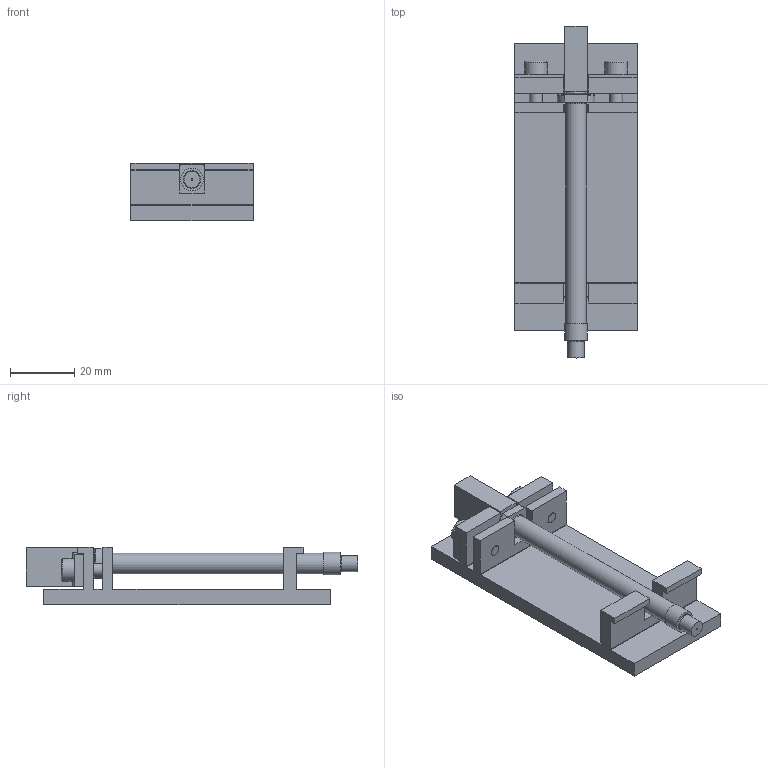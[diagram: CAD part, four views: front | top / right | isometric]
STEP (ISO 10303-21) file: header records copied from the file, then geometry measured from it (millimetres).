
FILE_DESCRIPTION(/* description */ ('Micro Pump - Syringe Setup'),/* implementation_level */ '2;1');
FILE_NAME(/* name */ 'CIC-001817.stp',/* time_stamp */ '2023-07-03T07:36:51+02:00',/* author */ ('zgl375'),/* organization */ ('Ice & Climate'),/* preprocessor_version */ 'ST-DEVELOPER v18.1',/* originating_system */ 'Autodesk Inventor 2022',/* authorisation */ '');
FILE_SCHEMA (('AUTOMOTIVE_DESIGN { 1 0 10303 214 3 1 1 }'));
Length unit declared in the file: millimetre
Products named in the file (6): CIC-001817; CIC-001816; CIC-001815; CIC-001819; CIC-001818; BS EN ISO 4762 - M4 x 12
Assembly tree (6 placements, depth 2):
  CIC-001817
    CIC-001816
    CIC-001815
    CIC-001819
    CIC-001818
    BS EN ISO 4762 - M4 x 12  x2
Bounding box: 38 x 103.3 x 17.75 mm (x, y, z)
Volume: 26202.8 mm3; surface area: 16058.4 mm2
Topology: 6 solids, 6 shells, 141 faces, 362 edges, 238 vertices
Faces by surface type: plane 82, cylinder 40, torus 10, cone 8, bspline 1
Full cylindrical faces by diameter (mm): 0.5 x1, 1.5 x1, 3 x1, 3.242 x4, 4 x3, 4.5 x2, 5 x1, 5.359 x1, 6.5 x1, 7 x3
Entity records: 4268 total; most frequent: CARTESIAN_POINT 843, DIRECTION 681, ORIENTED_EDGE 650, EDGE_CURVE 325, AXIS2_PLACEMENT_3D 234, VERTEX_POINT 214, LINE 213, VECTOR 213
